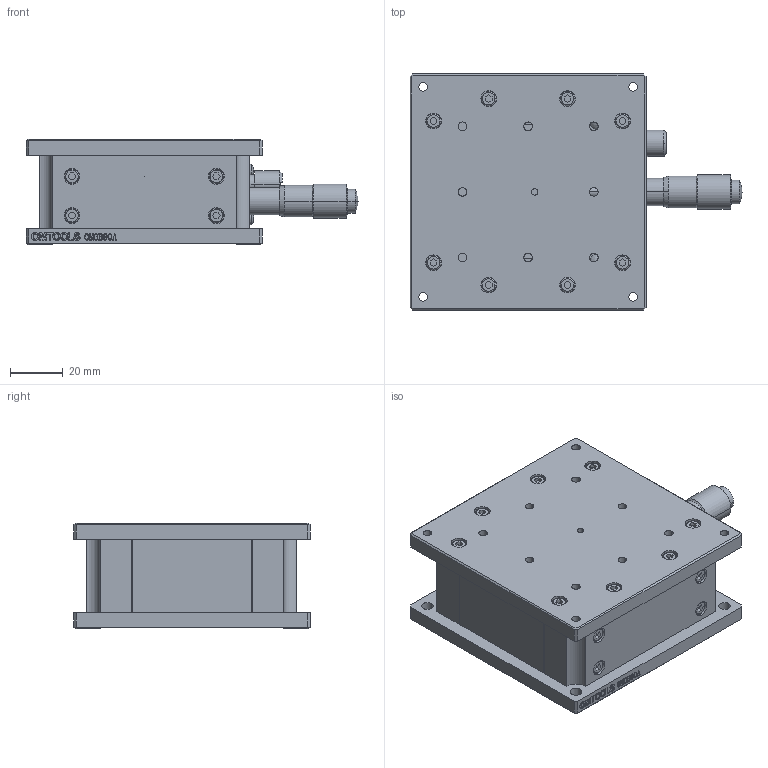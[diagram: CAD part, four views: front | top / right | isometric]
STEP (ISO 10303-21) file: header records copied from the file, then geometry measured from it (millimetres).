
FILE_DESCRIPTION (( 'STEP AP214' ), '1' );
FILE_NAME ('OMHB90A.STEP', '2021-02-20T07:15:13', ( 'User' ), ( 'Microsoft' ), 'SwSTEP 2.0', 'SolidWorks 2018', '' );
FILE_SCHEMA (( 'AUTOMOTIVE_DESIGN' ));
Length unit declared in the file: millimetre
Products named in the file (1): OMHB90A
Bounding box: 126.46 x 90.01 x 40 mm (x, y, z)
Volume: 223566.2 mm3; surface area: 63885.1 mm2
Topology: 17 solids, 20 shells, 1021 faces, 2641 edges, 1731 vertices
Faces by surface type: plane 586, cylinder 188, bspline 184, cone 28, torus 26, sphere 9
Entity records: 47785 total; most frequent: CARTESIAN_POINT 12341, ORIENTED_EDGE 5244, DIRECTION 4445, EDGE_CURVE 2622, VERTEX_POINT 1723, LINE 1643, VECTOR 1643, AXIS2_PLACEMENT_3D 1401
